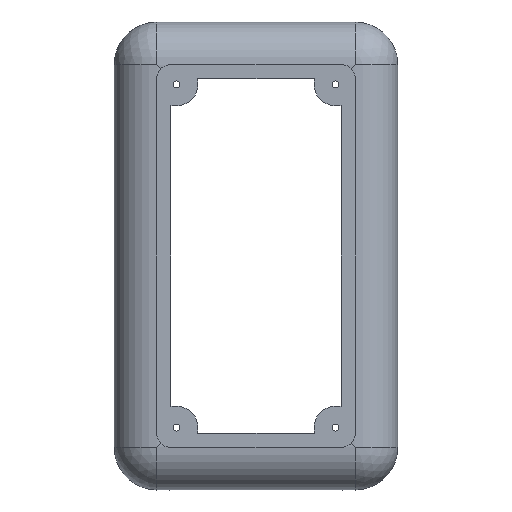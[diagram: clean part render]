
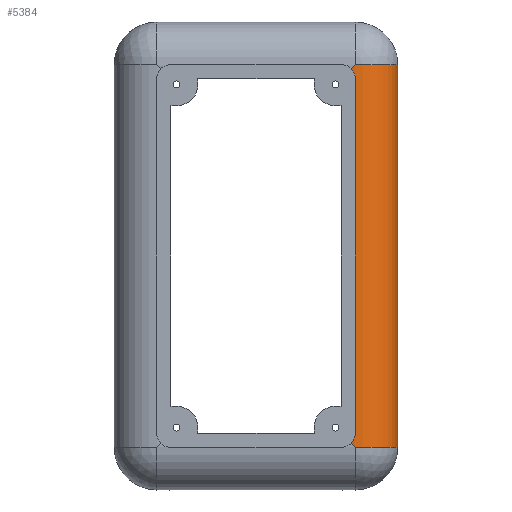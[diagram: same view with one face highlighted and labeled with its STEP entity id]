
A CAD part, left-side view. The second image highlights one B-rep face of the part: STEP entity #5384.
In plain terms, the highlighted cylindrical face has radius 15 mm (diameter 30 mm), a partial arc.
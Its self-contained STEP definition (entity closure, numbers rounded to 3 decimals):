
#103=ELLIPSE('',#5636,21.213,15.);
#117=ELLIPSE('',#5846,21.213,15.);
#118=ELLIPSE('',#5848,21.213,15.);
#119=ELLIPSE('',#5849,21.213,15.);
#153=B_SPLINE_CURVE_WITH_KNOTS('',3,(#8823,#8824,#8825,#8826,#8827,#8828),
 .UNSPECIFIED.,.F.,.F.,(4,2,4),(2.775,2.964,3.152),
 .UNSPECIFIED.);
#154=B_SPLINE_CURVE_WITH_KNOTS('',3,(#8835,#8836,#8837,#8838,#8839,#8840),
 .UNSPECIFIED.,.F.,.F.,(4,2,4),(0.,0.188,0.377),
 .UNSPECIFIED.);
#155=B_SPLINE_CURVE_WITH_KNOTS('',3,(#8842,#8843,#8844,#8845,#8846,#8847),
 .UNSPECIFIED.,.F.,.F.,(4,2,4),(1.199,1.388,1.576),
 .UNSPECIFIED.);
#156=B_SPLINE_CURVE_WITH_KNOTS('',3,(#8851,#8852,#8853,#8854,#8855,#8856),
 .UNSPECIFIED.,.F.,.F.,(4,2,4),(1.576,1.765,1.953),
 .UNSPECIFIED.);
#478=FACE_OUTER_BOUND('',#771,.T.);
#771=EDGE_LOOP('',(#4391,#4392,#4393,#4394,#4395,#4396,#4397,#4398,#4399,
#4400,#4401,#4402));
#1260=LINE('',#8812,#1765);
#1264=LINE('',#8821,#1769);
#1765=VECTOR('',#7053,10.);
#1769=VECTOR('',#7059,10.);
#2093=CIRCLE('',#5847,15.);
#2094=CIRCLE('',#5850,15.);
#2304=VERTEX_POINT('',#7983);
#2305=VERTEX_POINT('',#7990);
#2550=VERTEX_POINT('',#8810);
#2551=VERTEX_POINT('',#8811);
#2554=VERTEX_POINT('',#8819);
#2555=VERTEX_POINT('',#8820);
#2556=VERTEX_POINT('',#8822);
#2557=VERTEX_POINT('',#8829);
#2558=VERTEX_POINT('',#8831);
#2559=VERTEX_POINT('',#8833);
#2560=VERTEX_POINT('',#8841);
#2561=VERTEX_POINT('',#8848);
#2903=EDGE_CURVE('',#2304,#2305,#103,.T.);
#3253=EDGE_CURVE('',#2550,#2551,#1260,.T.);
#3257=EDGE_CURVE('',#2554,#2555,#1264,.T.);
#3258=EDGE_CURVE('',#2554,#2556,#153,.F.);
#3259=EDGE_CURVE('',#2556,#2557,#117,.F.);
#3260=EDGE_CURVE('',#2557,#2558,#2093,.T.);
#3261=EDGE_CURVE('',#2559,#2558,#118,.T.);
#3262=EDGE_CURVE('',#2550,#2559,#154,.T.);
#3263=EDGE_CURVE('',#2551,#2560,#155,.F.);
#3264=EDGE_CURVE('',#2560,#2561,#119,.F.);
#3265=EDGE_CURVE('',#2561,#2305,#2094,.T.);
#3266=EDGE_CURVE('',#2555,#2304,#156,.T.);
#4391=ORIENTED_EDGE('',*,*,#3257,.F.);
#4392=ORIENTED_EDGE('',*,*,#3258,.T.);
#4393=ORIENTED_EDGE('',*,*,#3259,.T.);
#4394=ORIENTED_EDGE('',*,*,#3260,.T.);
#4395=ORIENTED_EDGE('',*,*,#3261,.F.);
#4396=ORIENTED_EDGE('',*,*,#3262,.F.);
#4397=ORIENTED_EDGE('',*,*,#3253,.T.);
#4398=ORIENTED_EDGE('',*,*,#3263,.T.);
#4399=ORIENTED_EDGE('',*,*,#3264,.T.);
#4400=ORIENTED_EDGE('',*,*,#3265,.T.);
#4401=ORIENTED_EDGE('',*,*,#2903,.F.);
#4402=ORIENTED_EDGE('',*,*,#3266,.F.);
#5182=CYLINDRICAL_SURFACE('',#5845,15.);
#5384=ADVANCED_FACE('',(#478),#5182,.T.);
#5636=AXIS2_PLACEMENT_3D('',#7991,#6419,#6420);
#5845=AXIS2_PLACEMENT_3D('',#8818,#7057,#7058);
#5846=AXIS2_PLACEMENT_3D('',#8830,#7060,#7061);
#5847=AXIS2_PLACEMENT_3D('',#8832,#7062,#7063);
#5848=AXIS2_PLACEMENT_3D('',#8834,#7064,#7065);
#5849=AXIS2_PLACEMENT_3D('',#8849,#7066,#7067);
#5850=AXIS2_PLACEMENT_3D('',#8850,#7068,#7069);
#6419=DIRECTION('center_axis',(0.707,0.,-0.707));
#6420=DIRECTION('ref_axis',(-0.707,0.,-0.707));
#7053=DIRECTION('',(0.,0.,-1.));
#7057=DIRECTION('center_axis',(0.,0.,1.));
#7058=DIRECTION('ref_axis',(-0.707,-0.707,0.));
#7059=DIRECTION('',(0.,0.,-1.));
#7060=DIRECTION('center_axis',(0.707,0.,0.707));
#7061=DIRECTION('ref_axis',(-0.707,0.,0.707));
#7062=DIRECTION('center_axis',(0.,0.,-1.));
#7063=DIRECTION('ref_axis',(-0.707,-0.707,0.));
#7064=DIRECTION('center_axis',(0.,0.707,0.707));
#7065=DIRECTION('ref_axis',(0.,-0.707,0.707));
#7066=DIRECTION('center_axis',(0.,0.707,-0.707));
#7067=DIRECTION('ref_axis',(0.,-0.707,-0.707));
#7068=DIRECTION('center_axis',(0.,0.,1.));
#7069=DIRECTION('ref_axis',(-0.707,-0.707,0.));
#7983=CARTESIAN_POINT('',(-138.536,-49.928,-68.536));
#7990=CARTESIAN_POINT('',(-140.,-50.,-70.));
#7991=CARTESIAN_POINT('Origin',(-140.,-35.,-70.));
#8810=CARTESIAN_POINT('',(-155.,-35.,60.));
#8811=CARTESIAN_POINT('',(-155.,-35.,-65.));
#8812=CARTESIAN_POINT('',(-155.,-35.,-1.));
#8818=CARTESIAN_POINT('Origin',(-140.,-35.,80.));
#8819=CARTESIAN_POINT('',(-140.,-50.,60.));
#8820=CARTESIAN_POINT('',(-140.,-50.,-65.));
#8821=CARTESIAN_POINT('',(-140.,-50.,-1.));
#8822=CARTESIAN_POINT('',(-138.536,-49.928,63.536));
#8823=CARTESIAN_POINT('Ctrl Pts',(-138.536,-49.928,63.536));
#8824=CARTESIAN_POINT('Ctrl Pts',(-138.979,-49.972,63.092));
#8825=CARTESIAN_POINT('Ctrl Pts',(-139.364,-49.989,62.53));
#8826=CARTESIAN_POINT('Ctrl Pts',(-139.874,-50.002,61.298));
#8827=CARTESIAN_POINT('Ctrl Pts',(-140.,-50.,60.628));
#8828=CARTESIAN_POINT('Ctrl Pts',(-140.,-50.,60.));
#8829=CARTESIAN_POINT('',(-140.,-50.,65.));
#8830=CARTESIAN_POINT('Origin',(-140.,-35.,65.));
#8831=CARTESIAN_POINT('',(-155.,-35.,65.));
#8832=CARTESIAN_POINT('Origin',(-140.,-35.,65.));
#8833=CARTESIAN_POINT('',(-154.928,-33.536,63.536));
#8834=CARTESIAN_POINT('Origin',(-140.,-35.,65.));
#8835=CARTESIAN_POINT('Ctrl Pts',(-155.,-35.,60.));
#8836=CARTESIAN_POINT('Ctrl Pts',(-155.,-35.,60.628));
#8837=CARTESIAN_POINT('Ctrl Pts',(-155.002,-34.874,61.298));
#8838=CARTESIAN_POINT('Ctrl Pts',(-154.989,-34.364,62.53));
#8839=CARTESIAN_POINT('Ctrl Pts',(-154.972,-33.979,63.092));
#8840=CARTESIAN_POINT('Ctrl Pts',(-154.928,-33.536,63.536));
#8841=CARTESIAN_POINT('',(-154.928,-33.536,-68.536));
#8842=CARTESIAN_POINT('Ctrl Pts',(-154.928,-33.536,-68.536));
#8843=CARTESIAN_POINT('Ctrl Pts',(-154.972,-33.979,-68.092));
#8844=CARTESIAN_POINT('Ctrl Pts',(-154.989,-34.364,-67.53));
#8845=CARTESIAN_POINT('Ctrl Pts',(-155.002,-34.874,-66.298));
#8846=CARTESIAN_POINT('Ctrl Pts',(-155.,-35.,-65.628));
#8847=CARTESIAN_POINT('Ctrl Pts',(-155.,-35.,-65.));
#8848=CARTESIAN_POINT('',(-155.,-35.,-70.));
#8849=CARTESIAN_POINT('Origin',(-140.,-35.,-70.));
#8850=CARTESIAN_POINT('Origin',(-140.,-35.,-70.));
#8851=CARTESIAN_POINT('Ctrl Pts',(-140.,-50.,-65.));
#8852=CARTESIAN_POINT('Ctrl Pts',(-140.,-50.,-65.628));
#8853=CARTESIAN_POINT('Ctrl Pts',(-139.874,-50.002,-66.298));
#8854=CARTESIAN_POINT('Ctrl Pts',(-139.364,-49.989,-67.53));
#8855=CARTESIAN_POINT('Ctrl Pts',(-138.979,-49.972,-68.092));
#8856=CARTESIAN_POINT('Ctrl Pts',(-138.536,-49.928,-68.536));
